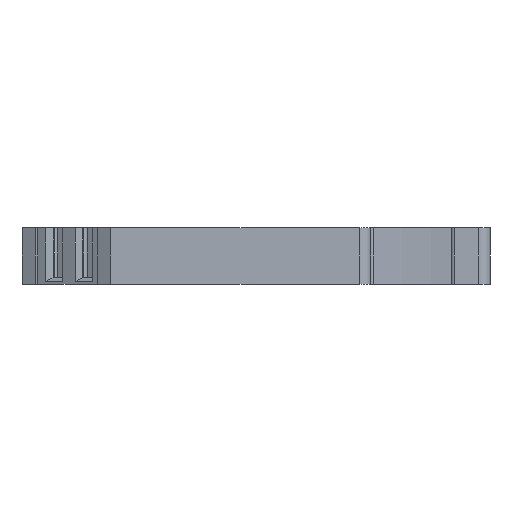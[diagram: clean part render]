
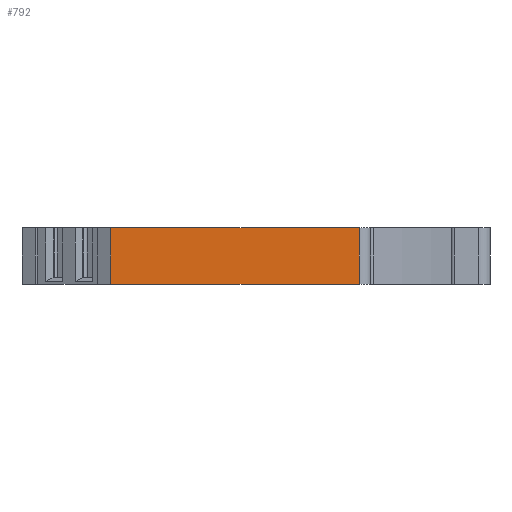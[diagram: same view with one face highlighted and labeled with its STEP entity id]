
A CAD part, left-side view. The second image highlights one B-rep face of the part: STEP entity #792.
In plain terms, the highlighted planar face has unit normal (-1, 0, 0).
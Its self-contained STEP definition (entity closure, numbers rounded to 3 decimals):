
#792=ADVANCED_FACE('',(#1418),#1158,.T.);
#1158=PLANE('',#7897);
#1418=FACE_OUTER_BOUND('',#1822,.T.);
#1822=EDGE_LOOP('',(#2805,#2806,#2807,#2808));
#2805=ORIENTED_EDGE('',*,*,#5461,.T.);
#2806=ORIENTED_EDGE('',*,*,#5561,.F.);
#2807=ORIENTED_EDGE('',*,*,#5256,.F.);
#2808=ORIENTED_EDGE('',*,*,#5562,.F.);
#4512=VERTEX_POINT('',#10675);
#4513=VERTEX_POINT('',#10677);
#4714=VERTEX_POINT('',#11087);
#4715=VERTEX_POINT('',#11089);
#5256=EDGE_CURVE('',#4512,#4513,#6329,.T.);
#5461=EDGE_CURVE('',#4715,#4714,#6468,.T.);
#5561=EDGE_CURVE('',#4513,#4714,#6543,.T.);
#5562=EDGE_CURVE('',#4715,#4512,#6544,.T.);
#6329=LINE('',#10676,#7047);
#6468=LINE('',#11088,#7186);
#6543=LINE('',#11286,#7261);
#6544=LINE('',#11287,#7262);
#7047=VECTOR('',#8555,1.);
#7186=VECTOR('',#8836,1.);
#7261=VECTOR('',#9069,1.);
#7262=VECTOR('',#9070,1.);
#7897=AXIS2_PLACEMENT_3D('',#11288,#9071,#9072);
#8555=DIRECTION('',(0.,1.,0.));
#8836=DIRECTION('',(0.,1.,0.));
#9069=DIRECTION('',(0.,0.,1.));
#9070=DIRECTION('',(0.,0.,-1.));
#9071=DIRECTION('',(-1.,0.,0.));
#9072=DIRECTION('',(0.,0.,1.));
#10675=CARTESIAN_POINT('',(-24.25,-10.5,-2.95));
#10676=CARTESIAN_POINT('',(-24.25,-10.5,-2.95));
#10677=CARTESIAN_POINT('',(-24.25,12.,-2.95));
#11087=CARTESIAN_POINT('',(-24.25,12.,2.15));
#11088=CARTESIAN_POINT('',(-24.25,-10.5,2.15));
#11089=CARTESIAN_POINT('',(-24.25,-10.5,2.15));
#11286=CARTESIAN_POINT('',(-24.25,12.,-2.95));
#11287=CARTESIAN_POINT('',(-24.25,-10.5,2.15));
#11288=CARTESIAN_POINT('',(-24.25,20.,-2.95));
